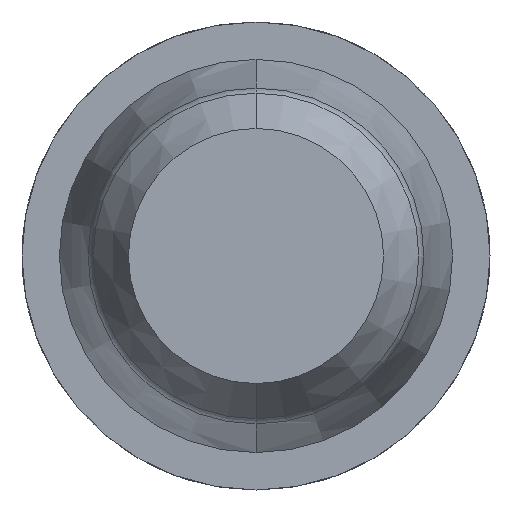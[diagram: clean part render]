
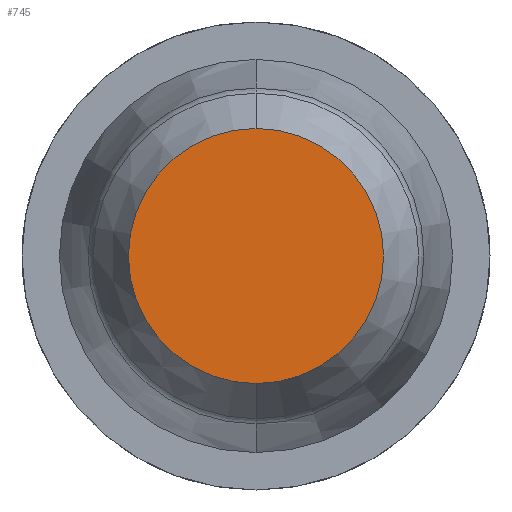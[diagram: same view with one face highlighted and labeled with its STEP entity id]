
A CAD part, front view. The second image highlights one B-rep face of the part: STEP entity #745.
In plain terms, the highlighted planar face has unit normal (0, -1, 0).
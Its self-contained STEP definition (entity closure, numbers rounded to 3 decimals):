
#164 = DIRECTION ( 'NONE',  ( 0., 1., 0. ) ) ;
#189 = VERTEX_POINT ( 'NONE', #1500 ) ;
#745 = ADVANCED_FACE ( 'Defeature ausgef�hrt3_0', ( #3504 ), #4280, .F. ) ;
#783 = CARTESIAN_POINT ( 'NONE',  ( 0., -30.5, 0. ) ) ;
#813 = VERTEX_POINT ( 'NONE', #1722 ) ;
#980 = EDGE_CURVE ( 'Defeature ausgef�hrt3_1+Defeature ausgef�hrt3_0+Defeature ausgef�hrt3_0+Defeature ausgef�hrt3_0', #189, #813, #4324, .T. ) ;
#1113 = AXIS2_PLACEMENT_3D ( 'NONE', #4291, #2949, #2936 ) ;
#1500 = CARTESIAN_POINT ( 'NONE',  ( 0., -30.5, 0.627 ) ) ;
#1722 = CARTESIAN_POINT ( 'NONE',  ( 0., -30.5, -0.627 ) ) ;
#1997 = CARTESIAN_POINT ( 'NONE',  ( 0., -30.5, 0. ) ) ;
#2443 = AXIS2_PLACEMENT_3D ( 'NONE', #783, #3035, #4917 ) ;
#2880 = AXIS2_PLACEMENT_3D ( 'NONE', #1997, #164, #4257 ) ;
#2936 = DIRECTION ( 'NONE',  ( 0., 0., 1. ) ) ;
#2949 = DIRECTION ( 'NONE',  ( 0., 1., 0. ) ) ;
#3035 = DIRECTION ( 'NONE',  ( 0., 1., 0. ) ) ;
#3108 = EDGE_CURVE ( 'Defeature ausgef�hrt3_1+Defeature ausgef�hrt3_0+Defeature ausgef�hrt3_0+Defeature ausgef�hrt3_0', #813, #189, #3912, .T. ) ;
#3131 = ORIENTED_EDGE ( 'NONE', *, *, #980, .F. ) ;
#3504 = FACE_OUTER_BOUND ( 'NONE', #4332, .T. ) ;
#3912 = CIRCLE ( 'NONE', #1113, 0.627 ) ;
#4030 = ORIENTED_EDGE ( 'NONE', *, *, #3108, .F. ) ;
#4257 = DIRECTION ( 'NONE',  ( 0., 0., 1. ) ) ;
#4280 = PLANE ( 'NONE',  #2880 ) ;
#4291 = CARTESIAN_POINT ( 'NONE',  ( 0., -30.5, 0. ) ) ;
#4324 = CIRCLE ( 'NONE', #2443, 0.627 ) ;
#4332 = EDGE_LOOP ( 'NONE', ( #3131, #4030 ) ) ;
#4917 = DIRECTION ( 'NONE',  ( 0., 0., 1. ) ) ;
